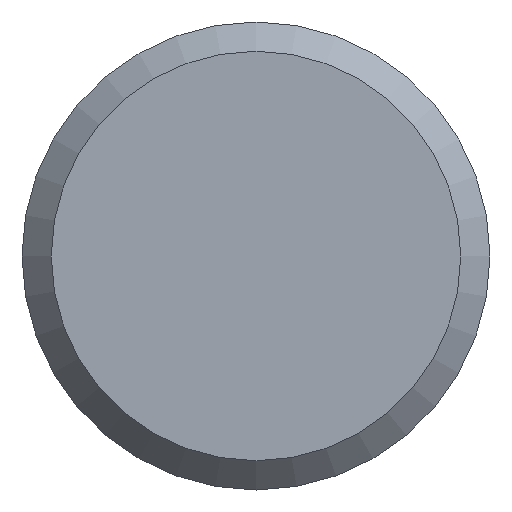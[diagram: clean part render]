
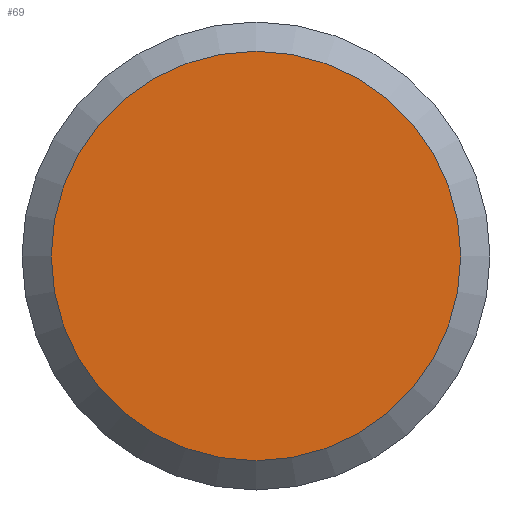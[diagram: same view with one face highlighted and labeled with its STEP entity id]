
A CAD part, left-side view. The second image highlights one B-rep face of the part: STEP entity #69.
In plain terms, the highlighted planar face has unit normal (-1, 0, 0).
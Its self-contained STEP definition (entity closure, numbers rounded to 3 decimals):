
#16=PLANE('',#92);
#22=FACE_OUTER_BOUND('',#27,.T.);
#27=EDGE_LOOP('',(#62));
#37=CIRCLE('',#91,3.5);
#41=VERTEX_POINT('',#129);
#47=EDGE_CURVE('',#41,#41,#37,.T.);
#62=ORIENTED_EDGE('',*,*,#47,.F.);
#69=ADVANCED_FACE('',(#22),#16,.F.);
#91=AXIS2_PLACEMENT_3D('',#130,#111,#112);
#92=AXIS2_PLACEMENT_3D('',#132,#114,#115);
#111=DIRECTION('center_axis',(1.,0.,0.));
#112=DIRECTION('ref_axis',(0.,0.,
-1.));
#114=DIRECTION('center_axis',(1.,0.,0.));
#115=DIRECTION('ref_axis',(0.,0.,
-1.));
#129=CARTESIAN_POINT('',(-182.901,170.8,337.6));
#130=CARTESIAN_POINT('Origin',(-182.901,170.8,334.1));
#132=CARTESIAN_POINT('Origin',(-182.901,170.8,334.1));
